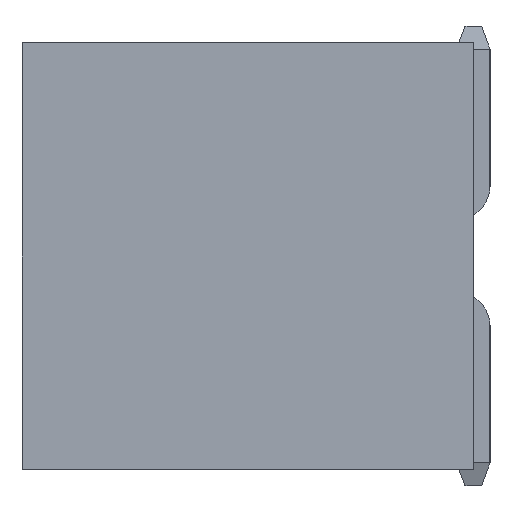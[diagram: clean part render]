
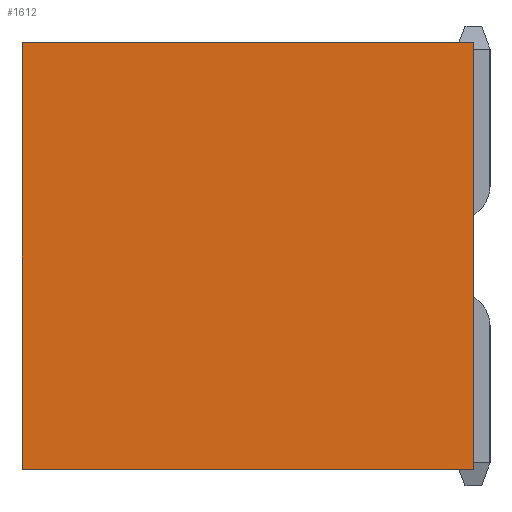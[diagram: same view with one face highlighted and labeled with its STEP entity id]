
A CAD part, left-side view. The second image highlights one B-rep face of the part: STEP entity #1612.
In plain terms, the highlighted planar face has unit normal (-1, 0, 0).
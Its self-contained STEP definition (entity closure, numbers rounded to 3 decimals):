
#289 = LINE ( 'NONE', #397, #1008 ) ;
#397 = CARTESIAN_POINT ( 'NONE',  ( -11.405, 0., 2.55 ) ) ;
#405 = DIRECTION ( 'NONE',  ( 0., -1., 0. ) ) ;
#426 = VECTOR ( 'NONE', #4534, 1000. ) ;
#618 = EDGE_LOOP ( 'NONE', ( #6792, #7075, #4526, #5566 ) ) ;
#635 = VERTEX_POINT ( 'NONE', #3097 ) ;
#842 = CARTESIAN_POINT ( 'NONE',  ( -11.405, 5.4, 2.55 ) ) ;
#1007 = VERTEX_POINT ( 'NONE', #5803 ) ;
#1008 = VECTOR ( 'NONE', #7060, 1000. ) ;
#1096 = LINE ( 'NONE', #7069, #1648 ) ;
#1378 = EDGE_CURVE ( 'NONE', #635, #2875, #1096, .T. ) ;
#1516 = LINE ( 'NONE', #5290, #4022 ) ;
#1612 = ADVANCED_FACE ( 'NONE', ( #4079 ), #4163, .F. ) ;
#1648 = VECTOR ( 'NONE', #6509, 1000. ) ;
#1737 = CARTESIAN_POINT ( 'NONE',  ( -11.405, 5.4, 2.55 ) ) ;
#1788 = DIRECTION ( 'NONE',  ( 0., 0., -1. ) ) ;
#2398 = DIRECTION ( 'NONE',  ( 1., 0., 0. ) ) ;
#2875 = VERTEX_POINT ( 'NONE', #6937 ) ;
#2925 = AXIS2_PLACEMENT_3D ( 'NONE', #842, #2398, #1788 ) ;
#3097 = CARTESIAN_POINT ( 'NONE',  ( -11.405, 5.4, -2.55 ) ) ;
#3583 = VERTEX_POINT ( 'NONE', #6340 ) ;
#4022 = VECTOR ( 'NONE', #405, 1000. ) ;
#4079 = FACE_OUTER_BOUND ( 'NONE', #618, .T. ) ;
#4163 = PLANE ( 'NONE',  #2925 ) ;
#4526 = ORIENTED_EDGE ( 'NONE', *, *, #7022, .F. ) ;
#4534 = DIRECTION ( 'NONE',  ( 0., 0., 1. ) ) ;
#5206 = LINE ( 'NONE', #1737, #426 ) ;
#5290 = CARTESIAN_POINT ( 'NONE',  ( -11.405, 5.4, 2.55 ) ) ;
#5566 = ORIENTED_EDGE ( 'NONE', *, *, #1378, .T. ) ;
#5803 = CARTESIAN_POINT ( 'NONE',  ( -11.405, 5.4, 2.55 ) ) ;
#6340 = CARTESIAN_POINT ( 'NONE',  ( -11.405, 0., 2.55 ) ) ;
#6472 = EDGE_CURVE ( 'NONE', #1007, #3583, #1516, .T. ) ;
#6509 = DIRECTION ( 'NONE',  ( 0., -1., 0. ) ) ;
#6767 = EDGE_CURVE ( 'NONE', #2875, #3583, #289, .T. ) ;
#6792 = ORIENTED_EDGE ( 'NONE', *, *, #6767, .T. ) ;
#6937 = CARTESIAN_POINT ( 'NONE',  ( -11.405, 0., -2.55 ) ) ;
#7022 = EDGE_CURVE ( 'NONE', #635, #1007, #5206, .T. ) ;
#7060 = DIRECTION ( 'NONE',  ( 0., 0., 1. ) ) ;
#7069 = CARTESIAN_POINT ( 'NONE',  ( -11.405, 5.4, -2.55 ) ) ;
#7075 = ORIENTED_EDGE ( 'NONE', *, *, #6472, .F. ) ;
